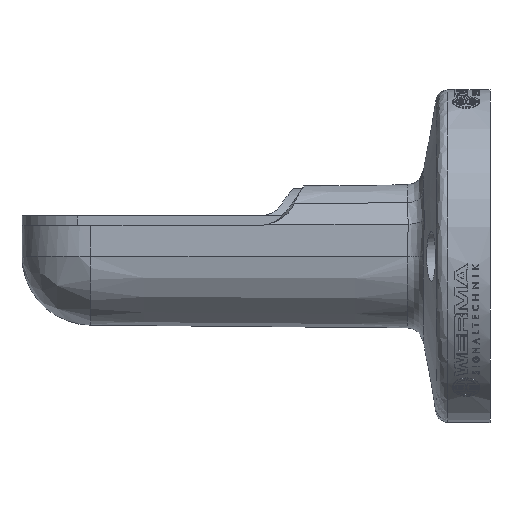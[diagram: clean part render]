
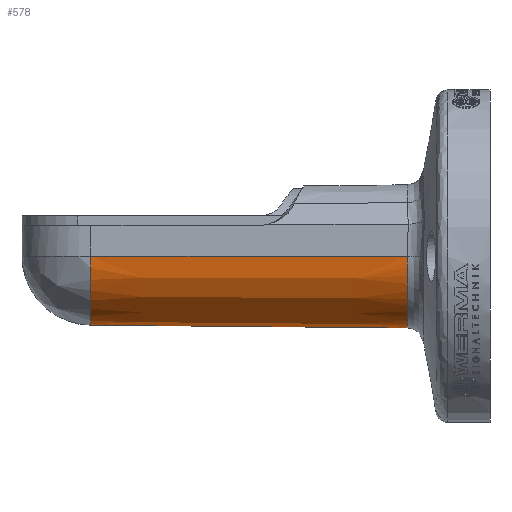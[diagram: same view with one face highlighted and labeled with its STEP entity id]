
A CAD part, front view. The second image highlights one B-rep face of the part: STEP entity #578.
In plain terms, the highlighted conical face has half-angle 0.5 degrees and reference radius 15.081 mm.
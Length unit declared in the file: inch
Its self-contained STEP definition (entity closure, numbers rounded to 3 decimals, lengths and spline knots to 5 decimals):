
#578 = ADVANCED_FACE ( 'NONE', ( #42840 ), #28839, .T. ) ;
#2711 = VERTEX_POINT ( 'NONE', #16222 ) ;
#3847 = VECTOR ( 'NONE', #40597, 39.37008 ) ;
#3901 = CARTESIAN_POINT ( 'NONE',  ( -0.62672, -0.07772, -0.59374 ) ) ;
#5057 = EDGE_CURVE ( 'NONE', #41781, #2711, #13555, .T. ) ;
#7537 = CARTESIAN_POINT ( 'NONE',  ( -0.62672, -0.29902, -0.5188 ) ) ;
#7787 = ORIENTED_EDGE ( 'NONE', *, *, #44653, .T. ) ;
#8997 = LINE ( 'NONE', #21907, #36658 ) ;
#10944 = EDGE_LOOP ( 'NONE', ( #38868, #14424, #38897, #7787 ) ) ;
#11232 = CARTESIAN_POINT ( 'NONE',  ( -0.62672, -0.4748, -0.36488 ) ) ;
#11584 = AXIS2_PLACEMENT_3D ( 'NONE', #37112, #33531, #34451 ) ;
#13555 = LINE ( 'NONE', #33408, #3847 ) ;
#14424 = ORIENTED_EDGE ( 'NONE', *, *, #5057, .T. ) ;
#14810 = EDGE_CURVE ( 'NONE', #18305, #41781, #21046, .T. ) ;
#14861 = CARTESIAN_POINT ( 'NONE',  ( -0.62672, -0.57829, -0.15541 ) ) ;
#15459 = DIRECTION ( 'NONE',  ( 1., 0., 0. ) ) ;
#16222 = CARTESIAN_POINT ( 'NONE',  ( -0.62672, 0., -0.59374 ) ) ;
#18305 = VERTEX_POINT ( 'NONE', #18893 ) ;
#18502 = CARTESIAN_POINT ( 'NONE',  ( -0.62672, -0.59374, 0. ) ) ;
#18893 = CARTESIAN_POINT ( 'NONE',  ( -3.24803, -0.57087, 0. ) ) ;
#19116 = CARTESIAN_POINT ( 'NONE',  ( -3.24803, 0., -0.57087 ) ) ;
#19501 = VERTEX_POINT ( 'NONE', #28465 ) ;
#21046 = CIRCLE ( 'NONE', #40770, 0.57087 ) ;
#21907 = CARTESIAN_POINT ( 'NONE',  ( -3.24803, -0.57087, 0. ) ) ;
#27714 = B_SPLINE_CURVE_WITH_KNOTS ( 'NONE', 3,
 ( #43526, #3901, #29294, #7537, #32897, #11232, #36463, #14861, #40070, #18502 ),
 .UNSPECIFIED., .F., .F.,
 ( 4, 2, 2, 2, 4 ),
 ( 0.5, 0.625, 0.75, 0.875, 1. ),
 .UNSPECIFIED. ) ;
#28465 = CARTESIAN_POINT ( 'NONE',  ( -0.62672, -0.59374, 0. ) ) ;
#28839 = CONICAL_SURFACE ( 'NONE', #11584, 0.59374, 0.009 ) ;
#29294 = CARTESIAN_POINT ( 'NONE',  ( -0.62672, -0.15541, -0.57829 ) ) ;
#32897 = CARTESIAN_POINT ( 'NONE',  ( -0.62672, -0.36488, -0.4748 ) ) ;
#33408 = CARTESIAN_POINT ( 'NONE',  ( -0.62672, 0., -0.59374 ) ) ;
#33531 = DIRECTION ( 'NONE',  ( 1., 0., 0. ) ) ;
#34451 = DIRECTION ( 'NONE',  ( 0., 0., -1. ) ) ;
#36463 = CARTESIAN_POINT ( 'NONE',  ( -0.62672, -0.5188, -0.29902 ) ) ;
#36658 = VECTOR ( 'NONE', #47019, 39.37008 ) ;
#37063 = CARTESIAN_POINT ( 'NONE',  ( -3.24803, 0., 0. ) ) ;
#37112 = CARTESIAN_POINT ( 'NONE',  ( -0.62672, 0., 0. ) ) ;
#37427 = EDGE_CURVE ( 'NONE', #2711, #19501, #27714, .T. ) ;
#38868 = ORIENTED_EDGE ( 'NONE', *, *, #14810, .T. ) ;
#38897 = ORIENTED_EDGE ( 'NONE', *, *, #37427, .T. ) ;
#40070 = CARTESIAN_POINT ( 'NONE',  ( -0.62672, -0.59374, -0.07772 ) ) ;
#40597 = DIRECTION ( 'NONE',  ( 1., 0., -0.009 ) ) ;
#40686 = DIRECTION ( 'NONE',  ( 0., -1., 0. ) ) ;
#40770 = AXIS2_PLACEMENT_3D ( 'NONE', #37063, #15459, #40686 ) ;
#41781 = VERTEX_POINT ( 'NONE', #19116 ) ;
#42840 = FACE_OUTER_BOUND ( 'NONE', #10944, .T. ) ;
#43526 = CARTESIAN_POINT ( 'NONE',  ( -0.62672, 0., -0.59374 ) ) ;
#44653 = EDGE_CURVE ( 'NONE', #19501, #18305, #8997, .T. ) ;
#47019 = DIRECTION ( 'NONE',  ( -1., 0.009, 0. ) ) ;
